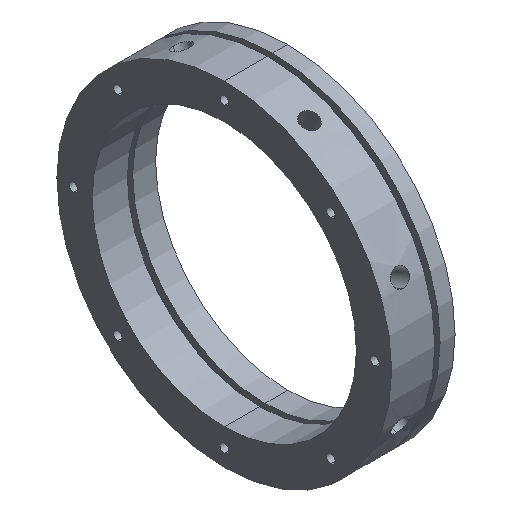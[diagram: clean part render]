
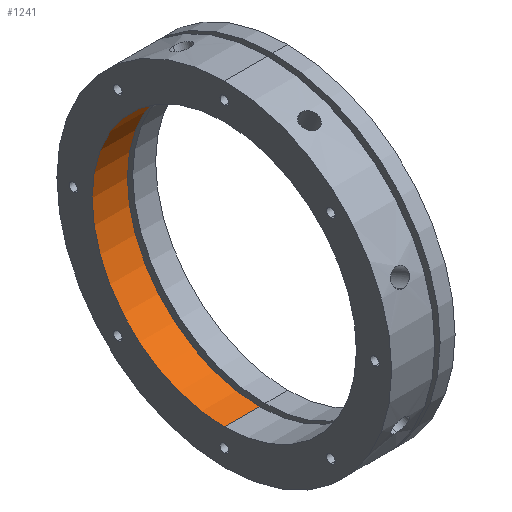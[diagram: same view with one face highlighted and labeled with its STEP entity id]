
A CAD part, isometric view. The second image highlights one B-rep face of the part: STEP entity #1241.
In plain terms, the highlighted cylindrical face has radius 75 mm (diameter 150 mm), a partial arc.
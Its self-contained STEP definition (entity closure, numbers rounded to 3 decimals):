
#102 = FACE_OUTER_BOUND ( 'NONE', #1539, .T. ) ;
#108 = CYLINDRICAL_SURFACE ( 'NONE', #1805, 75. ) ;
#1038 = DIRECTION ( 'NONE',  ( 1., 0., 0. ) ) ;
#1039 = CARTESIAN_POINT ( 'NONE',  ( 18., 0., -75. ) ) ;
#1043 = DIRECTION ( 'NONE',  ( 1., 0., 0. ) ) ;
#1045 = CARTESIAN_POINT ( 'NONE',  ( 18., 0., 75. ) ) ;
#1241 = ADVANCED_FACE ( 'NONE', ( #102 ), #108, .F. ) ;
#1539 = EDGE_LOOP ( 'NONE', ( #5470, #5469, #5468, #5476 ) ) ;
#1805 = AXIS2_PLACEMENT_3D ( 'NONE', #5789, #5788, #5784 ) ;
#2397 = CARTESIAN_POINT ( 'NONE',  ( 20., 0., 0. ) ) ;
#2398 = DIRECTION ( 'NONE',  ( -1., 0., 0. ) ) ;
#2399 = DIRECTION ( 'NONE',  ( 0., 0., -1. ) ) ;
#2446 = CARTESIAN_POINT ( 'NONE',  ( 0., 0., 75. ) ) ;
#2450 = CARTESIAN_POINT ( 'NONE',  ( 20., 0., -75. ) ) ;
#2453 = CARTESIAN_POINT ( 'NONE',  ( 20., 0., 75. ) ) ;
#2462 = CARTESIAN_POINT ( 'NONE',  ( 0., 0., -75. ) ) ;
#2555 = CARTESIAN_POINT ( 'NONE',  ( 0., 0., 0. ) ) ;
#2556 = DIRECTION ( 'NONE',  ( 1., 0., 0. ) ) ;
#2557 = DIRECTION ( 'NONE',  ( 0., 0., -1. ) ) ;
#3841 = EDGE_CURVE ( 'NONE', #4181, #4169, #6027, .T. ) ;
#3843 = EDGE_CURVE ( 'NONE', #4165, #4172, #6024, .T. ) ;
#3963 = EDGE_CURVE ( 'NONE', #4172, #4169, #4552, .T. ) ;
#4165 = VERTEX_POINT ( 'NONE', #2446 ) ;
#4169 = VERTEX_POINT ( 'NONE', #2450 ) ;
#4172 = VERTEX_POINT ( 'NONE', #2453 ) ;
#4181 = VERTEX_POINT ( 'NONE', #2462 ) ;
#4552 = CIRCLE ( 'NONE', #5111, 75. ) ;
#4586 = CIRCLE ( 'NONE', #5077, 75. ) ;
#5077 = AXIS2_PLACEMENT_3D ( 'NONE', #2555, #2556, #2557 ) ;
#5111 = AXIS2_PLACEMENT_3D ( 'NONE', #2397, #2398, #2399 ) ;
#5179 = EDGE_CURVE ( 'NONE', #4181, #4165, #4586, .T. ) ;
#5468 = ORIENTED_EDGE ( 'NONE', *, *, #3841, .T. ) ;
#5469 = ORIENTED_EDGE ( 'NONE', *, *, #5179, .F. ) ;
#5470 = ORIENTED_EDGE ( 'NONE', *, *, #3843, .F. ) ;
#5476 = ORIENTED_EDGE ( 'NONE', *, *, #3963, .F. ) ;
#5784 = DIRECTION ( 'NONE',  ( 0., 0., -1. ) ) ;
#5788 = DIRECTION ( 'NONE',  ( 1., 0., 0. ) ) ;
#5789 = CARTESIAN_POINT ( 'NONE',  ( 18., 0., 0. ) ) ;
#6020 = VECTOR ( 'NONE', #1043, 1000. ) ;
#6023 = VECTOR ( 'NONE', #1038, 1000. ) ;
#6024 = LINE ( 'NONE', #1045, #6020 ) ;
#6027 = LINE ( 'NONE', #1039, #6023 ) ;
